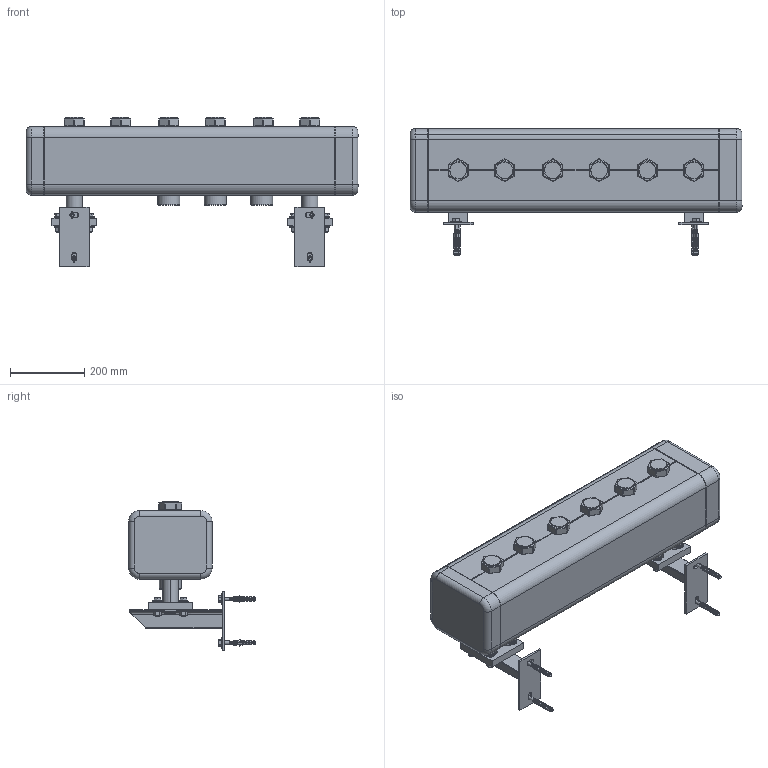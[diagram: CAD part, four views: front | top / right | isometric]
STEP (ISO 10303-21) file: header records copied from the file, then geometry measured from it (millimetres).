
FILE_DESCRIPTION(('CATIA V5 STEP Exchange','CAx-IF Rec.Pracs.--- Model Styling and Organization---1.4--- 2014-01-23','CAx-IF Rec.Pracs.---3D Tessellated Data Validation Properties---0.5---2014-09-14'),'2;1');
FILE_NAME('STEP_550330_-_TST.stp','2020-09-02T13:49:20+00:00',('none'),('none'),'CATIA Version 5-6 Release 2019 SP3','CATIA V5 STEP AP242 v1','none');
FILE_SCHEMA(('AP242_MANAGED_MODEL_BASED_3D_ENGINEERING_MIM_LF {1 0 10303 442 1 1 4}'));
Products named in the file (1): 550330 - TST
Bounding box: 895 x 341.5 x 402 mm (x, y, z)
Volume: 38198985.1 mm3; surface area: 1181273.5 mm2
Topology: 7 solids, 21 shells, 2982 faces, 7955 edges, 5154 vertices
Faces by surface type: plane 1238, cylinder 904, cone 768, torus 60, sphere 8, extrusion 4
Entity records: 93369 total; most frequent: CARTESIAN_POINT 28928, ORIENTED_EDGE 15878, DIRECTION 9005, EDGE_CURVE 7939, VERTEX_POINT 5154, AXIS2_PLACEMENT_3D 3787, VECTOR 3470, LINE 3466
